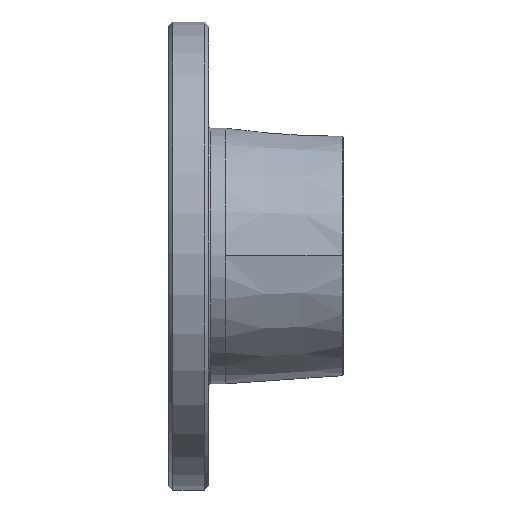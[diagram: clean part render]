
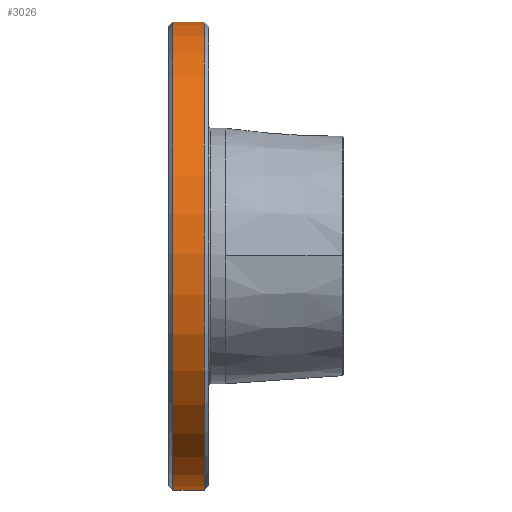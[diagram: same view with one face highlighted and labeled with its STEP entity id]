
A CAD part, top view. The second image highlights one B-rep face of the part: STEP entity #3026.
In plain terms, the highlighted cylindrical face has radius 55.562 mm (diameter 111.125 mm), a partial arc.
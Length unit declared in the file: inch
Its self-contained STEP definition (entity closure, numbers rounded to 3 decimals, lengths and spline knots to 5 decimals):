
#9 = VERTEX_POINT ( 'NONE', #5200 ) ;
#97 = CARTESIAN_POINT ( 'NONE',  ( 0.03937, -2.18735, -0.02559 ) ) ;
#225 = AXIS2_PLACEMENT_3D ( 'NONE', #985, #3955, #1419 ) ;
#325 = LINE ( 'NONE', #1394, #1237 ) ;
#362 = VERTEX_POINT ( 'NONE', #4666 ) ;
#390 = CIRCLE ( 'NONE', #225, 2.1875 ) ;
#554 = DIRECTION ( 'NONE',  ( -1., 0., 0. ) ) ;
#655 = CARTESIAN_POINT ( 'NONE',  ( 0.33465, 0., 0. ) ) ;
#766 = ORIENTED_EDGE ( 'NONE', *, *, #1296, .F. ) ;
#905 = CIRCLE ( 'NONE', #987, 2.1875 ) ;
#935 = DIRECTION ( 'NONE',  ( 0., -1., 0. ) ) ;
#985 = CARTESIAN_POINT ( 'NONE',  ( 0.03937, 0., 0. ) ) ;
#987 = AXIS2_PLACEMENT_3D ( 'NONE', #4519, #2018, #2249 ) ;
#1031 = DIRECTION ( 'NONE',  ( 0., -1., 0. ) ) ;
#1237 = VECTOR ( 'NONE', #4311, 39.37008 ) ;
#1296 = EDGE_CURVE ( 'NONE', #4736, #4996, #905, .T. ) ;
#1394 = CARTESIAN_POINT ( 'NONE',  ( 1.6339, -2.18735, -0.02559 ) ) ;
#1419 = DIRECTION ( 'NONE',  ( 0., 1., 0. ) ) ;
#1727 = CARTESIAN_POINT ( 'NONE',  ( 0.03937, 2.1875, 0. ) ) ;
#1893 = EDGE_CURVE ( 'NONE', #4901, #9, #325, .T. ) ;
#1980 = DIRECTION ( 'NONE',  ( -1., 0., 0. ) ) ;
#2009 = ORIENTED_EDGE ( 'NONE', *, *, #3083, .F. ) ;
#2018 = DIRECTION ( 'NONE',  ( -1., 0., 0. ) ) ;
#2121 = EDGE_CURVE ( 'NONE', #4996, #4901, #390, .T. ) ;
#2122 = CARTESIAN_POINT ( 'NONE',  ( 0.03937, -2.18735, 0.02559 ) ) ;
#2249 = DIRECTION ( 'NONE',  ( 0., 1., 0. ) ) ;
#2694 = AXIS2_PLACEMENT_3D ( 'NONE', #655, #3647, #1031 ) ;
#3026 = ADVANCED_FACE ( 'NONE', ( #3705 ), #3660, .T. ) ;
#3083 = EDGE_CURVE ( 'NONE', #362, #4736, #3492, .T. ) ;
#3120 = CIRCLE ( 'NONE', #2694, 2.1875 ) ;
#3137 = AXIS2_PLACEMENT_3D ( 'NONE', #3153, #554, #935 ) ;
#3153 = CARTESIAN_POINT ( 'NONE',  ( -0.16699, 0., 0. ) ) ;
#3176 = EDGE_CURVE ( 'NONE', #362, #9, #3120, .T. ) ;
#3486 = VECTOR ( 'NONE', #1980, 39.37008 ) ;
#3492 = LINE ( 'NONE', #4399, #3486 ) ;
#3582 = ORIENTED_EDGE ( 'NONE', *, *, #1893, .F. ) ;
#3647 = DIRECTION ( 'NONE',  ( -1., 0., 0. ) ) ;
#3660 = CYLINDRICAL_SURFACE ( 'NONE', #3137, 2.1875 ) ;
#3705 = FACE_OUTER_BOUND ( 'NONE', #4539, .T. ) ;
#3808 = ORIENTED_EDGE ( 'NONE', *, *, #3176, .T. ) ;
#3955 = DIRECTION ( 'NONE',  ( -1., 0., 0. ) ) ;
#4311 = DIRECTION ( 'NONE',  ( 1., 0., 0. ) ) ;
#4399 = CARTESIAN_POINT ( 'NONE',  ( 1.6339, -2.18735, 0.02559 ) ) ;
#4519 = CARTESIAN_POINT ( 'NONE',  ( 0.03937, 0., 0. ) ) ;
#4539 = EDGE_LOOP ( 'NONE', ( #2009, #3808, #3582, #4643, #766 ) ) ;
#4643 = ORIENTED_EDGE ( 'NONE', *, *, #2121, .F. ) ;
#4666 = CARTESIAN_POINT ( 'NONE',  ( 0.33465, -2.18735, 0.02559 ) ) ;
#4736 = VERTEX_POINT ( 'NONE', #2122 ) ;
#4901 = VERTEX_POINT ( 'NONE', #97 ) ;
#4996 = VERTEX_POINT ( 'NONE', #1727 ) ;
#5200 = CARTESIAN_POINT ( 'NONE',  ( 0.33465, -2.18735, -0.02559 ) ) ;
